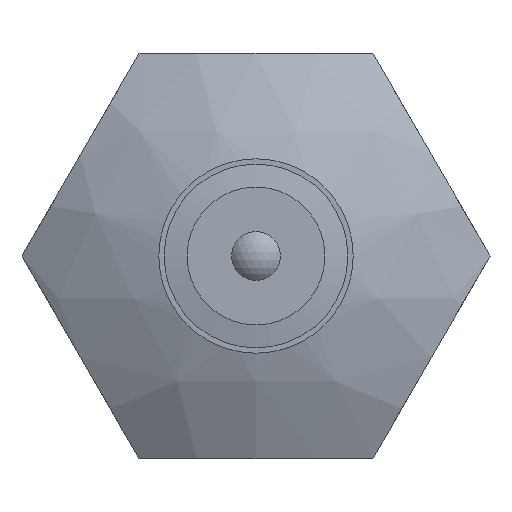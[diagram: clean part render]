
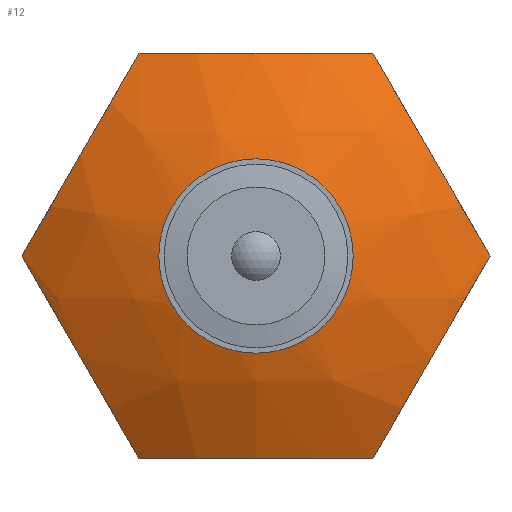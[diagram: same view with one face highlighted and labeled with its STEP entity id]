
A CAD part, left-side view. The second image highlights one B-rep face of the part: STEP entity #12.
In plain terms, the highlighted spherical face has radius 10 mm.
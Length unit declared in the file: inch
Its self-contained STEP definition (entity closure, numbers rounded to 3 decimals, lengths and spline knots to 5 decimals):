
#12 = ADVANCED_FACE ( 'NONE', ( #477, #748 ), #1185, .T. ) ;
#19 = EDGE_CURVE ( 'NONE', #1683, #1681, #1090, .T. ) ;
#61 = DIRECTION ( 'NONE',  ( 0., 0., 1. ) ) ;
#62 = AXIS2_PLACEMENT_3D ( 'NONE', #981, #1449, #658 ) ;
#86 = AXIS2_PLACEMENT_3D ( 'NONE', #1719, #1001, #671 ) ;
#147 = VERTEX_POINT ( 'NONE', #893 ) ;
#149 = VERTEX_POINT ( 'NONE', #681 ) ;
#219 = ORIENTED_EDGE ( 'NONE', *, *, #776, .F. ) ;
#221 = CARTESIAN_POINT ( 'NONE',  ( 0.0315, 0., 0. ) ) ;
#288 = CARTESIAN_POINT ( 'NONE',  ( 0.09223, 0.11365, -0.19685 ) ) ;
#422 = EDGE_CURVE ( 'NONE', #1432, #1598, #1187, .T. ) ;
#436 = AXIS2_PLACEMENT_3D ( 'NONE', #1780, #1029, #1786 ) ;
#444 = CIRCLE ( 'NONE', #86, 0.34095 ) ;
#477 = FACE_OUTER_BOUND ( 'NONE', #1494, .T. ) ;
#520 = CIRCLE ( 'NONE', #436, 0.34095 ) ;
#539 = ORIENTED_EDGE ( 'NONE', *, *, #1822, .F. ) ;
#577 = CARTESIAN_POINT ( 'NONE',  ( 0.41369, -0.17048, -0.09843 ) ) ;
#658 = DIRECTION ( 'NONE',  ( 0., 0.5, 0.866 ) ) ;
#671 = DIRECTION ( 'NONE',  ( 0., 1., 0. ) ) ;
#680 = CARTESIAN_POINT ( 'NONE',  ( 0.41369, 0., 0. ) ) ;
#681 = CARTESIAN_POINT ( 'NONE',  ( 0.0315, 0., 0.09449 ) ) ;
#695 = ORIENTED_EDGE ( 'NONE', *, *, #976, .F. ) ;
#715 = CIRCLE ( 'NONE', #940, 0.34095 ) ;
#748 = FACE_OUTER_BOUND ( 'NONE', #1707, .T. ) ;
#756 = CARTESIAN_POINT ( 'NONE',  ( 0.09223, -0.11365, 0.19685 ) ) ;
#763 = EDGE_CURVE ( 'NONE', #1598, #1683, #444, .T. ) ;
#776 = EDGE_CURVE ( 'NONE', #147, #1027, #715, .T. ) ;
#815 = ORIENTED_EDGE ( 'NONE', *, *, #422, .F. ) ;
#825 = DIRECTION ( 'NONE',  ( 0., -1., 0. ) ) ;
#860 = CARTESIAN_POINT ( 'NONE',  ( 0.09223, 0.2273, 0. ) ) ;
#882 = CIRCLE ( 'NONE', #1813, 0.34095 ) ;
#893 = CARTESIAN_POINT ( 'NONE',  ( 0.09223, 0.11365, 0.19685 ) ) ;
#940 = AXIS2_PLACEMENT_3D ( 'NONE', #1866, #991, #825 ) ;
#965 = DIRECTION ( 'NONE',  ( -1., 0., 0. ) ) ;
#976 = EDGE_CURVE ( 'NONE', #149, #149, #1560, .T. ) ;
#981 = CARTESIAN_POINT ( 'NONE',  ( 0.41369, 0.17048, -0.09843 ) ) ;
#991 = DIRECTION ( 'NONE',  ( 0., 0., 1. ) ) ;
#1001 = DIRECTION ( 'NONE',  ( 0., 0., -1. ) ) ;
#1027 = VERTEX_POINT ( 'NONE', #756 ) ;
#1029 = DIRECTION ( 'NONE',  ( 0., -0.866, 0.5 ) ) ;
#1090 = CIRCLE ( 'NONE', #62, 0.34095 ) ;
#1099 = ORIENTED_EDGE ( 'NONE', *, *, #1312, .F. ) ;
#1116 = DIRECTION ( 'NONE',  ( 0., 0.866, 0.5 ) ) ;
#1141 = CARTESIAN_POINT ( 'NONE',  ( 0.09223, -0.11365, -0.19685 ) ) ;
#1176 = DIRECTION ( 'NONE',  ( 0., -0.5, 0.866 ) ) ;
#1180 = AXIS2_PLACEMENT_3D ( 'NONE', #680, #1409, #1904 ) ;
#1185 = SPHERICAL_SURFACE ( 'NONE', #1180, 0.3937 ) ;
#1187 = CIRCLE ( 'NONE', #1519, 0.34095 ) ;
#1241 = ORIENTED_EDGE ( 'NONE', *, *, #19, .F. ) ;
#1312 = EDGE_CURVE ( 'NONE', #1027, #1432, #520, .T. ) ;
#1323 = DIRECTION ( 'NONE',  ( 0., 0.5, -0.866 ) ) ;
#1409 = DIRECTION ( 'NONE',  ( 0., 0., -1. ) ) ;
#1432 = VERTEX_POINT ( 'NONE', #1860 ) ;
#1449 = DIRECTION ( 'NONE',  ( 0., 0.866, -0.5 ) ) ;
#1465 = DIRECTION ( 'NONE',  ( 0., -0.866, -0.5 ) ) ;
#1494 = EDGE_LOOP ( 'NONE', ( #695 ) ) ;
#1519 = AXIS2_PLACEMENT_3D ( 'NONE', #577, #1465, #1323 ) ;
#1560 = CIRCLE ( 'NONE', #1585, 0.09449 ) ;
#1585 = AXIS2_PLACEMENT_3D ( 'NONE', #221, #965, #61 ) ;
#1598 = VERTEX_POINT ( 'NONE', #1141 ) ;
#1681 = VERTEX_POINT ( 'NONE', #860 ) ;
#1683 = VERTEX_POINT ( 'NONE', #288 ) ;
#1707 = EDGE_LOOP ( 'NONE', ( #1241, #1909, #815, #1099, #219, #539 ) ) ;
#1719 = CARTESIAN_POINT ( 'NONE',  ( 0.41369, 0., -0.19685 ) ) ;
#1780 = CARTESIAN_POINT ( 'NONE',  ( 0.41369, -0.17048, 0.09843 ) ) ;
#1786 = DIRECTION ( 'NONE',  ( 0., -0.5, -0.866 ) ) ;
#1813 = AXIS2_PLACEMENT_3D ( 'NONE', #1817, #1116, #1176 ) ;
#1817 = CARTESIAN_POINT ( 'NONE',  ( 0.41369, 0.17048, 0.09843 ) ) ;
#1822 = EDGE_CURVE ( 'NONE', #1681, #147, #882, .T. ) ;
#1860 = CARTESIAN_POINT ( 'NONE',  ( 0.09223, -0.2273, 0. ) ) ;
#1866 = CARTESIAN_POINT ( 'NONE',  ( 0.41369, 0., 0.19685 ) ) ;
#1904 = DIRECTION ( 'NONE',  ( 0., 1., 0. ) ) ;
#1909 = ORIENTED_EDGE ( 'NONE', *, *, #763, .F. ) ;
